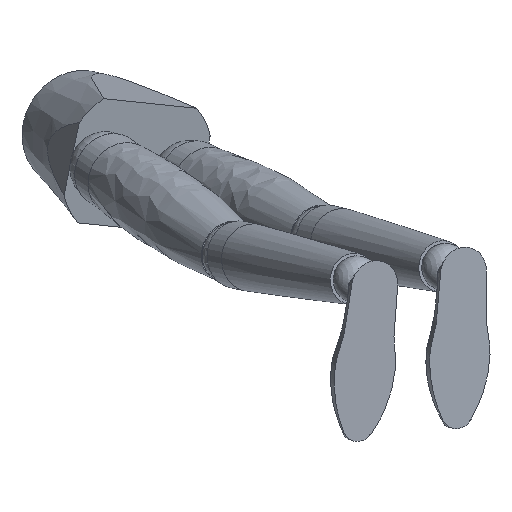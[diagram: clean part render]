
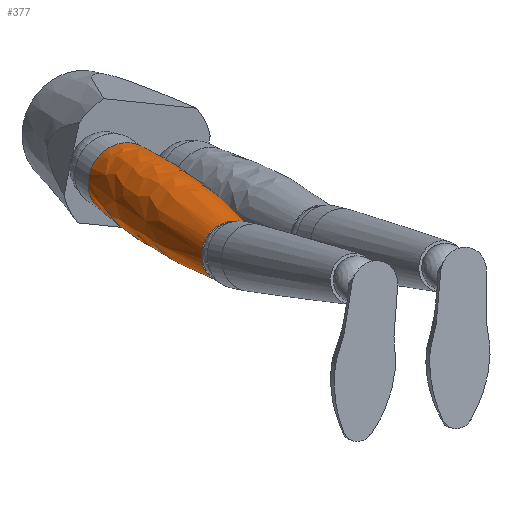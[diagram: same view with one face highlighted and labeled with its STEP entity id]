
A CAD part, top view. The second image highlights one B-rep face of the part: STEP entity #377.
In plain terms, the highlighted free-form (B-spline) face has degree [3, 3] with [26, 4] control points.
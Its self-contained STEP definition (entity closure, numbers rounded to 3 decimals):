
#75=B_SPLINE_SURFACE_WITH_KNOTS('',3,3,((#989,#990,#991,#992),(#993,#994,
#995,#996),(#997,#998,#999,#1000),(#1001,#1002,#1003,#1004),(#1005,#1006,
#1007,#1008),(#1009,#1010,#1011,#1012),(#1013,#1014,#1015,#1016),(#1017,
#1018,#1019,#1020),(#1021,#1022,#1023,#1024),(#1025,#1026,#1027,#1028),
(#1029,#1030,#1031,#1032),(#1033,#1034,#1035,#1036),(#1037,#1038,#1039,
#1040),(#1041,#1042,#1043,#1044),(#1045,#1046,#1047,#1048),(#1049,#1050,
#1051,#1052),(#1053,#1054,#1055,#1056),(#1057,#1058,#1059,#1060),(#1061,
#1062,#1063,#1064),(#1065,#1066,#1067,#1068),(#1069,#1070,#1071,#1072),
(#1073,#1074,#1075,#1076),(#1077,#1078,#1079,#1080),(#1081,#1082,#1083,
#1084),(#1085,#1086,#1087,#1088),(#1089,#1090,#1091,#1092)),
 .UNSPECIFIED.,.T.,.F.,.F.,(4,1,1,1,1,1,1,1,1,1,1,1,1,1,1,1,1,1,1,1,1,1,
1,4),(4,4),(0.,0.071,0.143,
0.19,0.238,0.286,0.333,
0.381,0.429,0.476,0.524,
0.571,0.595,0.619,0.625,0.631,
0.643,0.667,0.714,0.786,
0.857,0.929,0.964,1.),(0.,1.),
 .UNSPECIFIED.);
#126=FACE_OUTER_BOUND('',#159,.T.);
#159=EDGE_LOOP('',(#344,#345,#346,#347,#348));
#179=CIRCLE('',#424,47.5);
#180=CIRCLE('',#425,47.5);
#182=CIRCLE('',#430,40.);
#191=B_SPLINE_CURVE_WITH_KNOTS('',3,(#1093,#1094,#1095,#1096),
 .UNSPECIFIED.,.F.,.F.,(4,4),(0.,1.),.UNSPECIFIED.);
#219=VERTEX_POINT('',#978);
#220=VERTEX_POINT('',#979);
#222=VERTEX_POINT('',#987);
#260=EDGE_CURVE('',#219,#220,#179,.T.);
#261=EDGE_CURVE('',#220,#219,#180,.T.);
#263=EDGE_CURVE('',#222,#222,#182,.T.);
#264=EDGE_CURVE('',#222,#220,#191,.T.);
#344=ORIENTED_EDGE('',*,*,#263,.F.);
#345=ORIENTED_EDGE('',*,*,#264,.T.);
#346=ORIENTED_EDGE('',*,*,#261,.T.);
#347=ORIENTED_EDGE('',*,*,#260,.T.);
#348=ORIENTED_EDGE('',*,*,#264,.F.);
#377=ADVANCED_FACE('',(#126),#75,.F.);
#424=AXIS2_PLACEMENT_3D('',#980,#529,#530);
#425=AXIS2_PLACEMENT_3D('',#981,#531,#532);
#430=AXIS2_PLACEMENT_3D('',#988,#541,#542);
#529=DIRECTION('center_axis',(0.,-1.,0.));
#530=DIRECTION('ref_axis',(1.,0.,0.));
#531=DIRECTION('center_axis',(0.,-1.,0.));
#532=DIRECTION('ref_axis',(1.,0.,0.));
#541=DIRECTION('center_axis',(0.,-1.,0.));
#542=DIRECTION('ref_axis',(1.,0.,0.));
#978=CARTESIAN_POINT('',(47.5,320.,0.));
#979=CARTESIAN_POINT('',(-47.5,320.,0.));
#980=CARTESIAN_POINT('Origin',(0.,320.,0.));
#981=CARTESIAN_POINT('Origin',(0.,320.,0.));
#987=CARTESIAN_POINT('',(-40.,0.,0.));
#988=CARTESIAN_POINT('Origin',(0.,0.,0.));
#989=CARTESIAN_POINT('Ctrl Pts',(-40.002,0.,0.));
#990=CARTESIAN_POINT('Ctrl Pts',(-52.971,106.807,0.));
#991=CARTESIAN_POINT('Ctrl Pts',(-55.472,213.473,0.));
#992=CARTESIAN_POINT('Ctrl Pts',(-47.502,320.,0.));
#993=CARTESIAN_POINT('Ctrl Pts',(-40.001,0.,-5.983));
#994=CARTESIAN_POINT('Ctrl Pts',(-52.97,106.807,-7.923));
#995=CARTESIAN_POINT('Ctrl Pts',(-55.471,213.473,-8.297));
#996=CARTESIAN_POINT('Ctrl Pts',(-47.501,320.,-7.105));
#997=CARTESIAN_POINT('Ctrl Pts',(-37.274,0.,-17.951));
#998=CARTESIAN_POINT('Ctrl Pts',(-49.359,106.807,-23.771));
#999=CARTESIAN_POINT('Ctrl Pts',(-51.688,213.473,-24.893));
#1000=CARTESIAN_POINT('Ctrl Pts',(-44.262,320.,-21.317));
#1001=CARTESIAN_POINT('Ctrl Pts',(-27.066,0.,-30.74));
#1002=CARTESIAN_POINT('Ctrl Pts',(-35.841,106.807,-40.707));
#1003=CARTESIAN_POINT('Ctrl Pts',(-37.533,213.473,-42.628));
#1004=CARTESIAN_POINT('Ctrl Pts',(-32.141,320.,-36.504));
#1005=CARTESIAN_POINT('Ctrl Pts',(-14.832,0.,-37.794));
#1006=CARTESIAN_POINT('Ctrl Pts',(-19.641,106.807,-50.047));
#1007=CARTESIAN_POINT('Ctrl Pts',(-20.568,213.473,-52.41));
#1008=CARTESIAN_POINT('Ctrl Pts',(-17.613,320.,-44.88));
#1009=CARTESIAN_POINT('Ctrl Pts',(-3.035,0.,-40.488));
#1010=CARTESIAN_POINT('Ctrl Pts',(-4.019,106.807,-53.616));
#1011=CARTESIAN_POINT('Ctrl Pts',(-4.209,213.473,-56.146));
#1012=CARTESIAN_POINT('Ctrl Pts',(-3.604,320.,-48.08));
#1013=CARTESIAN_POINT('Ctrl Pts',(9.035,0.,-39.583));
#1014=CARTESIAN_POINT('Ctrl Pts',(11.965,106.807,-52.417));
#1015=CARTESIAN_POINT('Ctrl Pts',(12.529,213.473,-54.891));
#1016=CARTESIAN_POINT('Ctrl Pts',(10.729,320.,-47.005));
#1017=CARTESIAN_POINT('Ctrl Pts',(20.3,0.,-35.162));
#1018=CARTESIAN_POINT('Ctrl Pts',(26.883,106.807,-46.562));
#1019=CARTESIAN_POINT('Ctrl Pts',(28.151,213.473,-48.76));
#1020=CARTESIAN_POINT('Ctrl Pts',(24.107,320.,-41.754));
#1021=CARTESIAN_POINT('Ctrl Pts',(29.764,0.,-27.617));
#1022=CARTESIAN_POINT('Ctrl Pts',(39.414,106.807,-36.571));
#1023=CARTESIAN_POINT('Ctrl Pts',(41.275,213.473,-38.297));
#1024=CARTESIAN_POINT('Ctrl Pts',(35.345,320.,-32.795));
#1025=CARTESIAN_POINT('Ctrl Pts',(36.58,0.,-17.616));
#1026=CARTESIAN_POINT('Ctrl Pts',(48.441,106.807,-23.328));
#1027=CARTESIAN_POINT('Ctrl Pts',(50.727,213.473,-24.429));
#1028=CARTESIAN_POINT('Ctrl Pts',(43.439,320.,-20.919));
#1029=CARTESIAN_POINT('Ctrl Pts',(40.149,0.,-6.052));
#1030=CARTESIAN_POINT('Ctrl Pts',(53.166,106.807,-8.014));
#1031=CARTESIAN_POINT('Ctrl Pts',(55.676,213.473,-8.392));
#1032=CARTESIAN_POINT('Ctrl Pts',(47.677,320.,-7.186));
#1033=CARTESIAN_POINT('Ctrl Pts',(40.148,0.,6.052));
#1034=CARTESIAN_POINT('Ctrl Pts',(53.165,106.807,8.014));
#1035=CARTESIAN_POINT('Ctrl Pts',(55.674,213.473,8.392));
#1036=CARTESIAN_POINT('Ctrl Pts',(47.676,320.,7.186));
#1037=CARTESIAN_POINT('Ctrl Pts',(37.175,0.,15.688));
#1038=CARTESIAN_POINT('Ctrl Pts',(49.228,106.807,20.775));
#1039=CARTESIAN_POINT('Ctrl Pts',(51.551,213.473,21.755));
#1040=CARTESIAN_POINT('Ctrl Pts',(44.145,320.,18.63));
#1041=CARTESIAN_POINT('Ctrl Pts',(33.173,0.,22.617));
#1042=CARTESIAN_POINT('Ctrl Pts',(43.928,106.807,29.95));
#1043=CARTESIAN_POINT('Ctrl Pts',(46.001,213.473,31.363));
#1044=CARTESIAN_POINT('Ctrl Pts',(39.393,320.,26.857));
#1045=CARTESIAN_POINT('Ctrl Pts',(30.367,0.,26.136));
#1046=CARTESIAN_POINT('Ctrl Pts',(40.213,106.807,34.61));
#1047=CARTESIAN_POINT('Ctrl Pts',(42.111,213.473,36.243));
#1048=CARTESIAN_POINT('Ctrl Pts',(36.061,320.,31.036));
#1049=CARTESIAN_POINT('Ctrl Pts',(28.291,0.,28.291));
#1050=CARTESIAN_POINT('Ctrl Pts',(37.464,106.807,37.464));
#1051=CARTESIAN_POINT('Ctrl Pts',(39.232,213.473,39.232));
#1052=CARTESIAN_POINT('Ctrl Pts',(33.595,320.,33.595));
#1053=CARTESIAN_POINT('Ctrl Pts',(26.854,0.,29.675));
#1054=CARTESIAN_POINT('Ctrl Pts',(35.561,106.807,39.296));
#1055=CARTESIAN_POINT('Ctrl Pts',(37.239,213.473,41.151));
#1056=CARTESIAN_POINT('Ctrl Pts',(31.889,320.,35.239));
#1057=CARTESIAN_POINT('Ctrl Pts',(24.206,0.,31.954));
#1058=CARTESIAN_POINT('Ctrl Pts',(32.055,106.807,42.314));
#1059=CARTESIAN_POINT('Ctrl Pts',(33.568,213.473,44.311));
#1060=CARTESIAN_POINT('Ctrl Pts',(28.745,320.,37.945));
#1061=CARTESIAN_POINT('Ctrl Pts',(18.422,0.,35.897));
#1062=CARTESIAN_POINT('Ctrl Pts',(24.396,106.807,47.535));
#1063=CARTESIAN_POINT('Ctrl Pts',(25.547,213.473,49.779));
#1064=CARTESIAN_POINT('Ctrl Pts',(21.877,320.,42.627));
#1065=CARTESIAN_POINT('Ctrl Pts',(7.158,0.,40.329));
#1066=CARTESIAN_POINT('Ctrl Pts',(9.479,106.807,53.404));
#1067=CARTESIAN_POINT('Ctrl Pts',(9.927,213.473,55.925));
#1068=CARTESIAN_POINT('Ctrl Pts',(8.5,320.,47.89));
#1069=CARTESIAN_POINT('Ctrl Pts',(-9.204,0.,40.332));
#1070=CARTESIAN_POINT('Ctrl Pts',(-12.188,106.807,53.409));
#1071=CARTESIAN_POINT('Ctrl Pts',(-12.763,213.473,55.93));
#1072=CARTESIAN_POINT('Ctrl Pts',(-10.93,320.,47.895));
#1073=CARTESIAN_POINT('Ctrl Pts',(-25.794,0.,32.342));
#1074=CARTESIAN_POINT('Ctrl Pts',(-34.157,106.807,42.829));
#1075=CARTESIAN_POINT('Ctrl Pts',(-35.769,213.473,44.85));
#1076=CARTESIAN_POINT('Ctrl Pts',(-30.63,320.,38.407));
#1077=CARTESIAN_POINT('Ctrl Pts',(-35.356,0.,20.348));
#1078=CARTESIAN_POINT('Ctrl Pts',(-46.82,106.807,26.945));
#1079=CARTESIAN_POINT('Ctrl Pts',(-49.029,213.473,28.217));
#1080=CARTESIAN_POINT('Ctrl Pts',(-41.985,320.,24.163));
#1081=CARTESIAN_POINT('Ctrl Pts',(-39.322,0.,8.975));
#1082=CARTESIAN_POINT('Ctrl Pts',(-52.071,106.807,11.885));
#1083=CARTESIAN_POINT('Ctrl Pts',(-54.528,213.473,12.446));
#1084=CARTESIAN_POINT('Ctrl Pts',(-46.694,320.,10.658));
#1085=CARTESIAN_POINT('Ctrl Pts',(-40.002,0.,2.992));
#1086=CARTESIAN_POINT('Ctrl Pts',(-52.972,106.807,3.962));
#1087=CARTESIAN_POINT('Ctrl Pts',(-55.472,213.473,4.149));
#1088=CARTESIAN_POINT('Ctrl Pts',(-47.503,320.,3.553));
#1089=CARTESIAN_POINT('Ctrl Pts',(-40.002,0.,0.));
#1090=CARTESIAN_POINT('Ctrl Pts',(-52.971,106.807,0.));
#1091=CARTESIAN_POINT('Ctrl Pts',(-55.472,213.473,0.));
#1092=CARTESIAN_POINT('Ctrl Pts',(-47.502,320.,0.));
#1093=CARTESIAN_POINT('Ctrl Pts',(-40.002,0.,0.));
#1094=CARTESIAN_POINT('Ctrl Pts',(-52.971,106.807,0.));
#1095=CARTESIAN_POINT('Ctrl Pts',(-55.472,213.473,0.));
#1096=CARTESIAN_POINT('Ctrl Pts',(-47.502,320.,0.));
